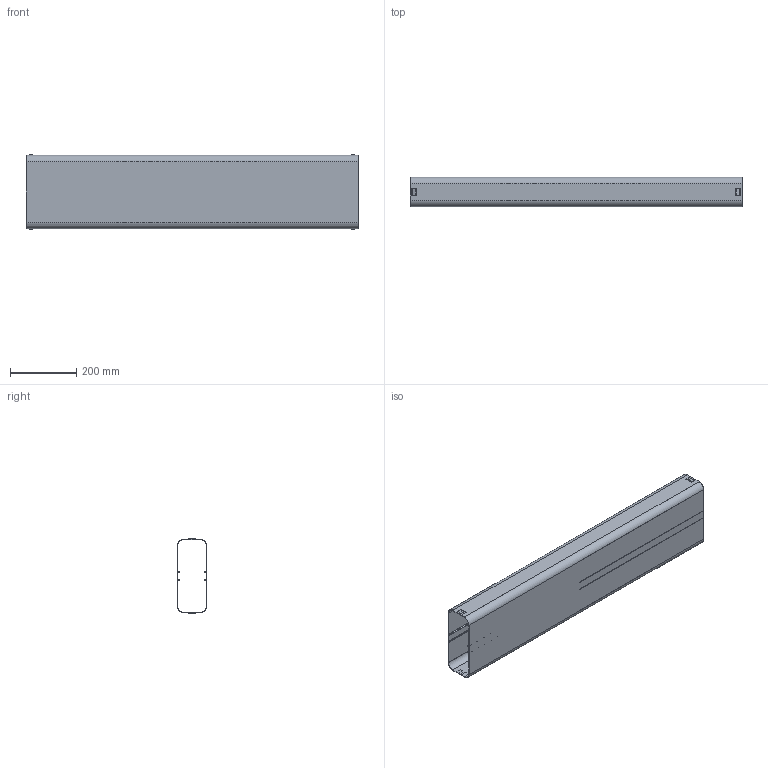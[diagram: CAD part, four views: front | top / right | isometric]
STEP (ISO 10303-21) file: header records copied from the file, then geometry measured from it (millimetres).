
FILE_DESCRIPTION(('STEP AP214'),'1');
FILE_NAME('4051001 P-VRO 150 Flachkanalrohr.STP','2023-03-28T10:42:26',(' '),(' '),'Spatial InterOp 3D',' ',' ');
FILE_SCHEMA(('AUTOMOTIVE_DESIGN { 1 0 10303 214 1 1 1 1 }'));
Length unit declared in the file: millimetre
Products named in the file (1): Schnitt
Bounding box: 1000 x 89 x 228 mm (x, y, z)
Surface area: 1199637.8 mm2 (no closed solid volume)
Topology: 0 solids, 5 shells, 106 faces, 276 edges, 184 vertices
Faces by surface type: plane 62, cylinder 44
Entity records: 3843 total; most frequent: DIRECTION 578, CARTESIAN_POINT 567, ORIENTED_EDGE 552, EDGE_CURVE 276, AXIS2_PLACEMENT_3D 195, LINE 188, VECTOR 188, VERTEX_POINT 184
